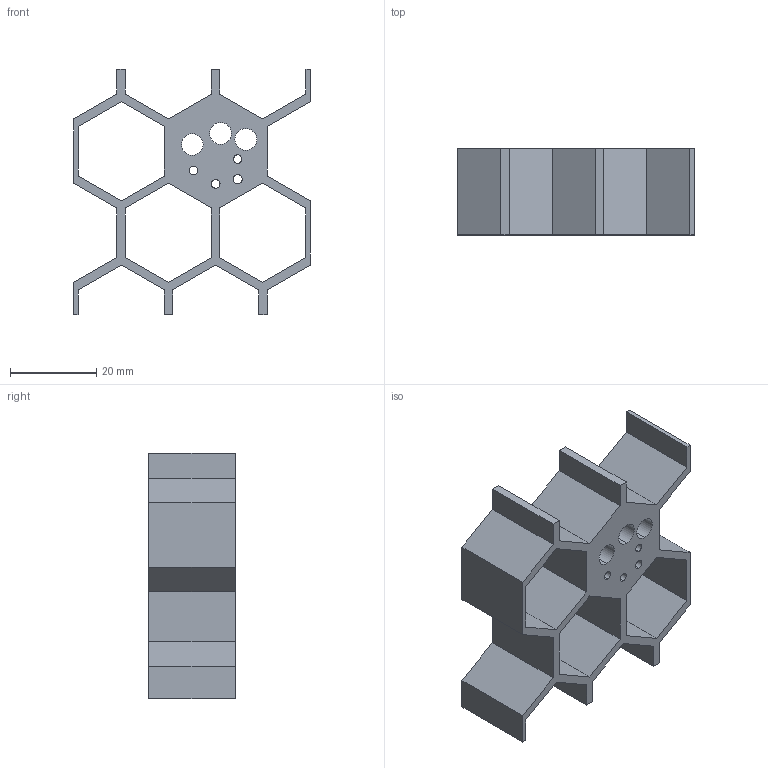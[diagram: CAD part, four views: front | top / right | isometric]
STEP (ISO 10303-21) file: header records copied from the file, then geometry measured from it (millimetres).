
FILE_DESCRIPTION (( 'STEP AP203' ), '1' );
FILE_NAME ('honeycomb_basic_half_thin.STEP', '2023-10-19T02:10:38', ( '' ), ( '' ), 'SwSTEP 2.0', 'SolidWorks 2022', '' );
FILE_SCHEMA (( 'CONFIG_CONTROL_DESIGN' ));
Length unit declared in the file: millimetre
Products named in the file (1): honeycomb_basic_half_thin
Bounding box: 55 x 20 x 57.05 mm (x, y, z)
Volume: 16264.8 mm3; surface area: 13190.4 mm2
Topology: 1 solids, 1 shells, 70 faces, 204 edges, 136 vertices
Faces by surface type: plane 56, cylinder 14
Entity records: 2413 total; most frequent: CARTESIAN_POINT 411, ORIENTED_EDGE 408, DIRECTION 374, EDGE_CURVE 204, VECTOR 176, LINE 176, VERTEX_POINT 136, AXIS2_PLACEMENT_3D 99
